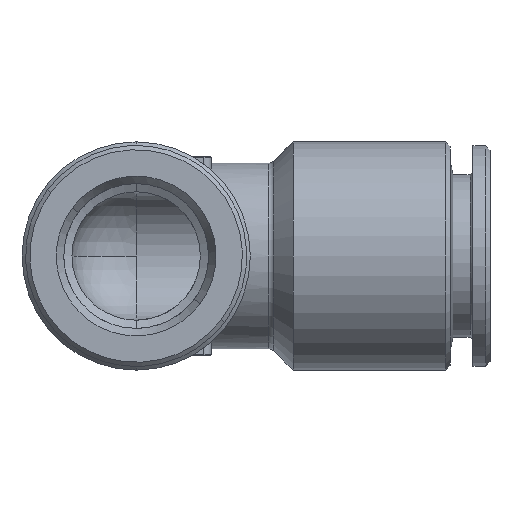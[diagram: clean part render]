
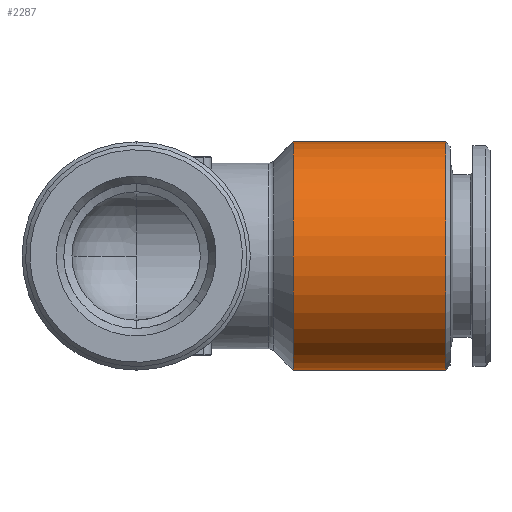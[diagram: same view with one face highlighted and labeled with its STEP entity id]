
A CAD part, front view. The second image highlights one B-rep face of the part: STEP entity #2287.
In plain terms, the highlighted cylindrical face has radius 8 mm (diameter 16 mm), a partial arc.
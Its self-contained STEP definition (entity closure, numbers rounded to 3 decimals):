
#64 = DIRECTION ( 'NONE',  ( -1., 0., 0. ) ) ;
#77 = DIRECTION ( 'NONE',  ( 0., 0., 1. ) ) ;
#248 = DIRECTION ( 'NONE',  ( 0., 0., 1. ) ) ;
#249 = AXIS2_PLACEMENT_3D ( 'NONE', #262, #255, #248 ) ;
#255 = DIRECTION ( 'NONE',  ( -1., 0., 0. ) ) ;
#262 = CARTESIAN_POINT ( 'NONE',  ( 21.7, 0., 0. ) ) ;
#270 = CIRCLE ( 'NONE', #249, 8. ) ;
#285 = CYLINDRICAL_SURFACE ( 'NONE', #313, 8. ) ;
#286 = FACE_OUTER_BOUND ( 'NONE', #2248, .T. ) ;
#312 = CARTESIAN_POINT ( 'NONE',  ( 0., 0., 0. ) ) ;
#313 = AXIS2_PLACEMENT_3D ( 'NONE', #312, #64, #77 ) ;
#1069 = AXIS2_PLACEMENT_3D ( 'NONE', #1071, #1072, #1077 ) ;
#1071 = CARTESIAN_POINT ( 'NONE',  ( 11., 0., 0. ) ) ;
#1072 = DIRECTION ( 'NONE',  ( 1., 0., 0. ) ) ;
#1077 = DIRECTION ( 'NONE',  ( 0., 0., -1. ) ) ;
#1080 = CIRCLE ( 'NONE', #1069, 8. ) ;
#1523 = VERTEX_POINT ( 'NONE', #2990 ) ;
#1525 = VERTEX_POINT ( 'NONE', #2979 ) ;
#1554 = VERTEX_POINT ( 'NONE', #3074 ) ;
#1578 = EDGE_CURVE ( 'NONE', #1554, #1523, #3145, .T. ) ;
#1626 = EDGE_CURVE ( 'NONE', #1632, #1525, #3250, .T. ) ;
#1632 = VERTEX_POINT ( 'NONE', #3296 ) ;
#2008 = EDGE_CURVE ( 'NONE', #1523, #1525, #1080, .T. ) ;
#2224 = ORIENTED_EDGE ( 'NONE', *, *, #2237, .T. ) ;
#2230 = ORIENTED_EDGE ( 'NONE', *, *, #1626, .F. ) ;
#2237 = EDGE_CURVE ( 'NONE', #1632, #1554, #270, .T. ) ;
#2247 = ORIENTED_EDGE ( 'NONE', *, *, #1578, .T. ) ;
#2248 = EDGE_LOOP ( 'NONE', ( #2230, #2224, #2247, #2284 ) ) ;
#2284 = ORIENTED_EDGE ( 'NONE', *, *, #2008, .T. ) ;
#2287 = ADVANCED_FACE ( 'NONE', ( #286 ), #285, .T. ) ;
#2979 = CARTESIAN_POINT ( 'NONE',  ( 11., 0., -8. ) ) ;
#2990 = CARTESIAN_POINT ( 'NONE',  ( 11., 0., 8. ) ) ;
#3074 = CARTESIAN_POINT ( 'NONE',  ( 21.7, 0., 8. ) ) ;
#3143 = CARTESIAN_POINT ( 'NONE',  ( 0., 0., 8. ) ) ;
#3144 = VECTOR ( 'NONE', #3147, 1000. ) ;
#3145 = LINE ( 'NONE', #3143, #3144 ) ;
#3147 = DIRECTION ( 'NONE',  ( -1., 0., 0. ) ) ;
#3245 = DIRECTION ( 'NONE',  ( -1., 0., 0. ) ) ;
#3246 = VECTOR ( 'NONE', #3245, 1000. ) ;
#3250 = LINE ( 'NONE', #3254, #3246 ) ;
#3254 = CARTESIAN_POINT ( 'NONE',  ( 0., 0., -8. ) ) ;
#3296 = CARTESIAN_POINT ( 'NONE',  ( 21.7, 0., -8. ) ) ;
